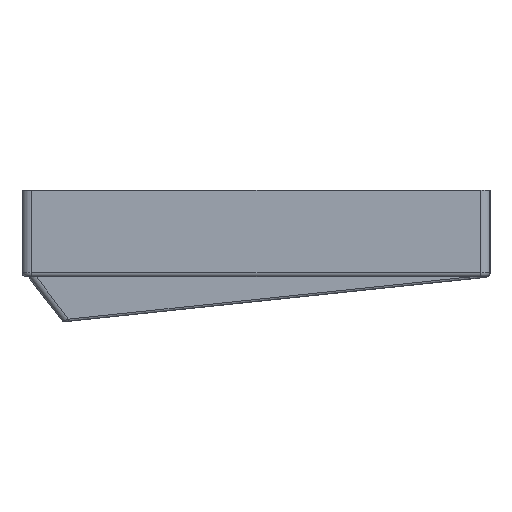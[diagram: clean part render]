
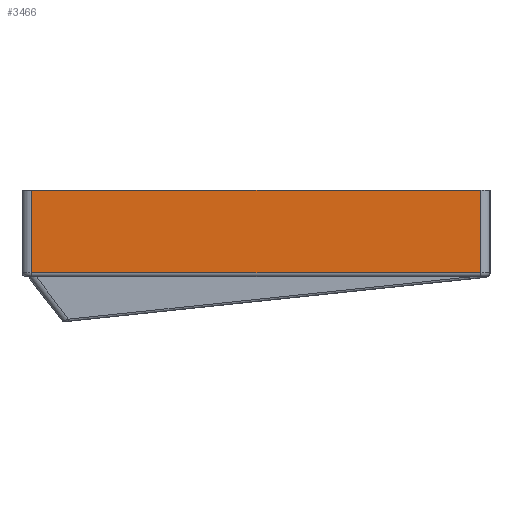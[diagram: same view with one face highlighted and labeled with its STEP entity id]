
A CAD part, left-side view. The second image highlights one B-rep face of the part: STEP entity #3466.
In plain terms, the highlighted planar face has unit normal (-1, 0, 0).
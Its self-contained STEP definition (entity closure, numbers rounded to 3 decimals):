
#426=PLANE('',#3856);
#602=FACE_OUTER_BOUND('',#819,.T.);
#819=EDGE_LOOP('',(#3155,#3156,#3157,#3158));
#1137=LINE('',#6025,#1427);
#1138=LINE('',#6028,#1428);
#1139=LINE('',#6030,#1429);
#1140=LINE('',#6031,#1430);
#1427=VECTOR('',#4875,10.);
#1428=VECTOR('',#4878,10.);
#1429=VECTOR('',#4879,10.);
#1430=VECTOR('',#4880,10.);
#1747=VERTEX_POINT('',#6021);
#1748=VERTEX_POINT('',#6023);
#1749=VERTEX_POINT('',#6027);
#1750=VERTEX_POINT('',#6029);
#2227=EDGE_CURVE('',#1748,#1747,#1137,.T.);
#2228=EDGE_CURVE('',#1747,#1749,#1138,.F.);
#2229=EDGE_CURVE('',#1750,#1748,#1139,.T.);
#2230=EDGE_CURVE('',#1749,#1750,#1140,.T.);
#3155=ORIENTED_EDGE('',*,*,#2228,.F.);
#3156=ORIENTED_EDGE('',*,*,#2227,.F.);
#3157=ORIENTED_EDGE('',*,*,#2229,.F.);
#3158=ORIENTED_EDGE('',*,*,#2230,.F.);
#3466=ADVANCED_FACE('',(#602),#426,.T.);
#3856=AXIS2_PLACEMENT_3D('',#6026,#4876,#4877);
#4875=DIRECTION('',(0.,0.,1.));
#4876=DIRECTION('center_axis',(-1.,0.,0.));
#4877=DIRECTION('ref_axis',(0.,0.,1.));
#4878=DIRECTION('',(0.,1.,0.));
#4879=DIRECTION('',(0.,1.,0.));
#4880=DIRECTION('',(0.,0.,-1.));
#6021=CARTESIAN_POINT('',(-147.85,52.85,31.262));
#6023=CARTESIAN_POINT('',(-147.85,52.85,11.847));
#6025=CARTESIAN_POINT('',(-147.85,52.85,7.511));
#6026=CARTESIAN_POINT('Origin',(-147.85,0.,-0.002));
#6027=CARTESIAN_POINT('',(-147.85,-52.85,31.262));
#6028=CARTESIAN_POINT('',(-147.85,-25.8,31.262));
#6029=CARTESIAN_POINT('',(-147.85,-52.85,11.847));
#6030=CARTESIAN_POINT('',(-147.85,-130.952,11.847));
#6031=CARTESIAN_POINT('',(-147.85,-52.85,10.406));
